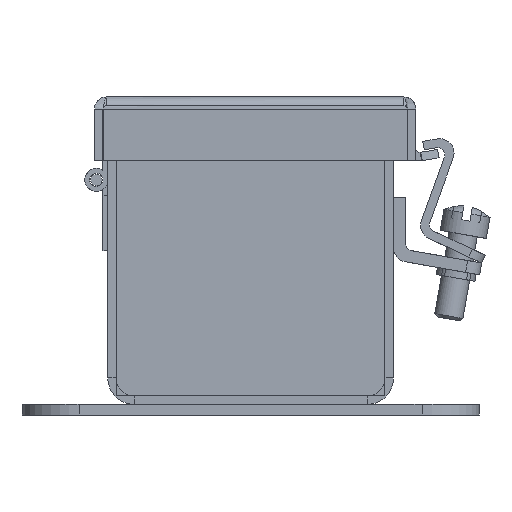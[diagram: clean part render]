
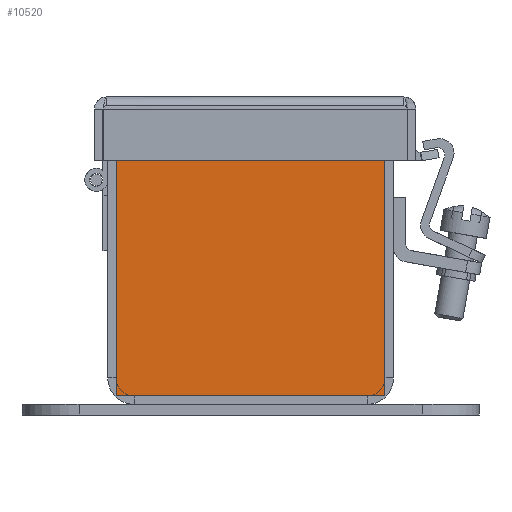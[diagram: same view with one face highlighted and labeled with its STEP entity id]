
A CAD part, left-side view. The second image highlights one B-rep face of the part: STEP entity #10520.
In plain terms, the highlighted face is planar.
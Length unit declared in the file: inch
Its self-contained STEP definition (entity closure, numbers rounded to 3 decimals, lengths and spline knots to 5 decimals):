
#343=PLANE('',#11292);
#699=FACE_OUTER_BOUND('',#1237,.T.);
#1237=EDGE_LOOP('',(#7049,#7050,#7051,#7052,#7053,#7054,#7055,#7056,#7057,
#7058,#7059,#7060));
#2302=LINE('',#15260,#3392);
#2317=LINE('',#15296,#3407);
#2320=LINE('',#15303,#3410);
#2324=LINE('',#15310,#3414);
#2326=LINE('',#15314,#3416);
#2327=LINE('',#15316,#3417);
#2328=LINE('',#15318,#3418);
#2329=LINE('',#15320,#3419);
#2330=LINE('',#15322,#3420);
#2331=LINE('',#15324,#3421);
#2332=LINE('',#15326,#3422);
#2333=LINE('',#15327,#3423);
#3392=VECTOR('',#12327,0.3937);
#3407=VECTOR('',#12366,0.3937);
#3410=VECTOR('',#12371,0.3937);
#3414=VECTOR('',#12377,0.3937);
#3416=VECTOR('',#12381,0.3937);
#3417=VECTOR('',#12382,0.3937);
#3418=VECTOR('',#12383,0.3937);
#3419=VECTOR('',#12384,0.3937);
#3420=VECTOR('',#12385,0.3937);
#3421=VECTOR('',#12386,0.3937);
#3422=VECTOR('',#12387,0.3937);
#3423=VECTOR('',#12388,0.3937);
#4463=VERTEX_POINT('',#15257);
#4464=VERTEX_POINT('',#15259);
#4473=VERTEX_POINT('',#15295);
#4475=VERTEX_POINT('',#15301);
#4476=VERTEX_POINT('',#15302);
#4479=VERTEX_POINT('',#15313);
#4480=VERTEX_POINT('',#15315);
#4481=VERTEX_POINT('',#15317);
#4482=VERTEX_POINT('',#15319);
#4483=VERTEX_POINT('',#15321);
#4484=VERTEX_POINT('',#15323);
#4485=VERTEX_POINT('',#15325);
#5455=EDGE_CURVE('',#4464,#4463,#2302,.T.);
#5473=EDGE_CURVE('',#4473,#4464,#2317,.T.);
#5476=EDGE_CURVE('',#4475,#4476,#2320,.T.);
#5480=EDGE_CURVE('',#4476,#4473,#2324,.T.);
#5482=EDGE_CURVE('',#4463,#4479,#2326,.T.);
#5483=EDGE_CURVE('',#4479,#4480,#2327,.T.);
#5484=EDGE_CURVE('',#4480,#4481,#2328,.T.);
#5485=EDGE_CURVE('',#4482,#4481,#2329,.T.);
#5486=EDGE_CURVE('',#4483,#4482,#2330,.T.);
#5487=EDGE_CURVE('',#4484,#4483,#2331,.T.);
#5488=EDGE_CURVE('',#4485,#4484,#2332,.T.);
#5489=EDGE_CURVE('',#4475,#4485,#2333,.T.);
#7049=ORIENTED_EDGE('',*,*,#5476,.T.);
#7050=ORIENTED_EDGE('',*,*,#5480,.T.);
#7051=ORIENTED_EDGE('',*,*,#5473,.T.);
#7052=ORIENTED_EDGE('',*,*,#5455,.T.);
#7053=ORIENTED_EDGE('',*,*,#5482,.T.);
#7054=ORIENTED_EDGE('',*,*,#5483,.T.);
#7055=ORIENTED_EDGE('',*,*,#5484,.T.);
#7056=ORIENTED_EDGE('',*,*,#5485,.F.);
#7057=ORIENTED_EDGE('',*,*,#5486,.F.);
#7058=ORIENTED_EDGE('',*,*,#5487,.F.);
#7059=ORIENTED_EDGE('',*,*,#5488,.F.);
#7060=ORIENTED_EDGE('',*,*,#5489,.F.);
#10520=ADVANCED_FACE('',(#699),#343,.F.);
#11292=AXIS2_PLACEMENT_3D('',#15312,#12379,#12380);
#12327=DIRECTION('',(1.,0.,0.));
#12366=DIRECTION('',(0.,1.,0.));
#12371=DIRECTION('',(0.,-1.,0.));
#12377=DIRECTION('',(1.,0.,0.));
#12379=DIRECTION('center_axis',(0.,0.,1.));
#12380=DIRECTION('ref_axis',(1.,0.,0.));
#12381=DIRECTION('',(0.,-1.,0.));
#12382=DIRECTION('',(1.,0.,0.));
#12383=DIRECTION('',(0.,1.,0.));
#12384=DIRECTION('',(-1.,0.,0.));
#12385=DIRECTION('',(0.,1.,0.));
#12386=DIRECTION('',(1.,0.,0.));
#12387=DIRECTION('',(0.,-1.,0.));
#12388=DIRECTION('',(-1.,0.,0.));
#15257=CARTESIAN_POINT('',(1.866,2.32075,0.));
#15259=CARTESIAN_POINT('',(0.486,2.32075,0.));
#15260=CARTESIAN_POINT('',(0.831,2.32075,0.));
#15295=CARTESIAN_POINT('',(0.486,2.32055,0.));
#15296=CARTESIAN_POINT('',(0.486,1.74828,0.));
#15301=CARTESIAN_POINT('',(0.4858,2.352,0.));
#15302=CARTESIAN_POINT('',(0.4858,2.32055,0.));
#15303=CARTESIAN_POINT('',(0.4858,1.764,0.));
#15310=CARTESIAN_POINT('',(0.8309,2.32055,0.));
#15312=CARTESIAN_POINT('Origin',(1.176,1.176,0.));
#15313=CARTESIAN_POINT('',(1.866,2.32055,0.));
#15314=CARTESIAN_POINT('',(1.866,1.764,0.));
#15315=CARTESIAN_POINT('',(1.8662,2.32055,0.));
#15316=CARTESIAN_POINT('',(1.521,2.32055,0.));
#15317=CARTESIAN_POINT('',(1.8662,2.352,0.));
#15318=CARTESIAN_POINT('',(1.8662,1.74828,0.));
#15319=CARTESIAN_POINT('',(2.352,2.352,0.));
#15320=CARTESIAN_POINT('',(2.352,2.352,0.));
#15321=CARTESIAN_POINT('',(2.352,0.,0.));
#15322=CARTESIAN_POINT('',(2.352,0.,0.));
#15323=CARTESIAN_POINT('',(0.,0.,0.));
#15324=CARTESIAN_POINT('',(0.,0.,0.));
#15325=CARTESIAN_POINT('',(0.,2.352,0.));
#15326=CARTESIAN_POINT('',(0.,2.352,0.));
#15327=CARTESIAN_POINT('',(2.352,2.352,0.));
